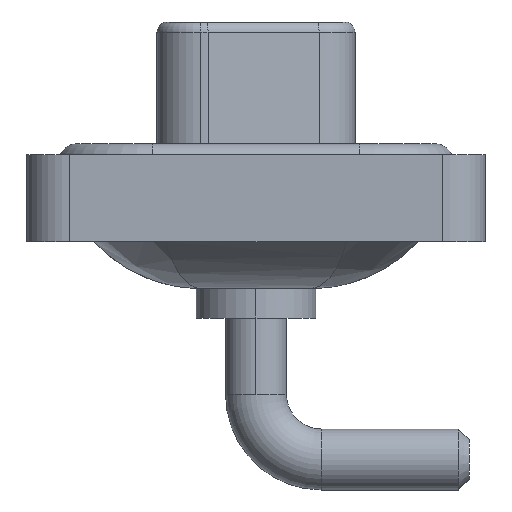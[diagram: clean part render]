
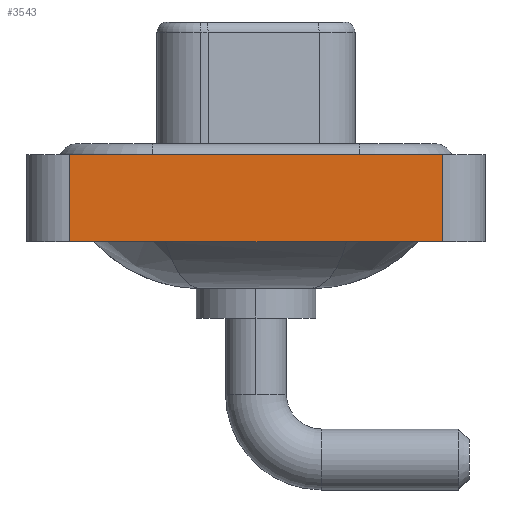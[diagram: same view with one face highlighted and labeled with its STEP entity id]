
A CAD part, left-side view. The second image highlights one B-rep face of the part: STEP entity #3543.
In plain terms, the highlighted planar face has unit normal (-1, 0, 0).
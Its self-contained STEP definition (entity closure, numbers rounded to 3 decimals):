
#613 = EDGE_CURVE ( 'NONE', #10076, #8810, #5836, .T. ) ;
#979 = VERTEX_POINT ( 'NONE', #12400 ) ;
#1275 = DIRECTION ( 'NONE',  ( 0., 0., 1. ) ) ;
#2052 = VECTOR ( 'NONE', #2445, 1000. ) ;
#2344 = LINE ( 'NONE', #12865, #6343 ) ;
#2445 = DIRECTION ( 'NONE',  ( 0., -1., 0. ) ) ;
#3543 = ADVANCED_FACE ( 'NONE', ( #7034 ), #12840, .T. ) ;
#4295 = ORIENTED_EDGE ( 'NONE', *, *, #613, .F. ) ;
#5475 = EDGE_CURVE ( 'NONE', #11598, #979, #2344, .T. ) ;
#5836 = LINE ( 'NONE', #9295, #11125 ) ;
#6111 = CARTESIAN_POINT ( 'NONE',  ( -7.25, -8.55, -3.6 ) ) ;
#6343 = VECTOR ( 'NONE', #1275, 1000. ) ;
#6554 = LINE ( 'NONE', #10142, #10817 ) ;
#6570 = ORIENTED_EDGE ( 'NONE', *, *, #5475, .T. ) ;
#6911 = DIRECTION ( 'NONE',  ( 0., 0., 1. ) ) ;
#7034 = FACE_OUTER_BOUND ( 'NONE', #14920, .T. ) ;
#7260 = DIRECTION ( 'NONE',  ( 0., 0., 1. ) ) ;
#8216 = EDGE_CURVE ( 'NONE', #8810, #979, #6554, .T. ) ;
#8404 = EDGE_CURVE ( 'NONE', #10076, #11598, #12890, .T. ) ;
#8810 = VERTEX_POINT ( 'NONE', #10488 ) ;
#9295 = CARTESIAN_POINT ( 'NONE',  ( -7.25, 8.55, -3.6 ) ) ;
#10076 = VERTEX_POINT ( 'NONE', #12516 ) ;
#10142 = CARTESIAN_POINT ( 'NONE',  ( -7.25, -8.55, 0.4 ) ) ;
#10439 = CARTESIAN_POINT ( 'NONE',  ( -7.25, -8.55, -3.6 ) ) ;
#10488 = CARTESIAN_POINT ( 'NONE',  ( -7.25, 8.55, 0.4 ) ) ;
#10762 = DIRECTION ( 'NONE',  ( -1., 0., 0. ) ) ;
#10817 = VECTOR ( 'NONE', #13648, 1000. ) ;
#11125 = VECTOR ( 'NONE', #6911, 1000. ) ;
#11598 = VERTEX_POINT ( 'NONE', #14426 ) ;
#11643 = ORIENTED_EDGE ( 'NONE', *, *, #8404, .T. ) ;
#12400 = CARTESIAN_POINT ( 'NONE',  ( -7.25, -8.55, 0.4 ) ) ;
#12516 = CARTESIAN_POINT ( 'NONE',  ( -7.25, 8.55, -3.6 ) ) ;
#12738 = ORIENTED_EDGE ( 'NONE', *, *, #8216, .F. ) ;
#12840 = PLANE ( 'NONE',  #13414 ) ;
#12865 = CARTESIAN_POINT ( 'NONE',  ( -7.25, -8.55, -3.6 ) ) ;
#12890 = LINE ( 'NONE', #10439, #2052 ) ;
#13414 = AXIS2_PLACEMENT_3D ( 'NONE', #6111, #10762, #7260 ) ;
#13648 = DIRECTION ( 'NONE',  ( 0., -1., 0. ) ) ;
#14426 = CARTESIAN_POINT ( 'NONE',  ( -7.25, -8.55, -3.6 ) ) ;
#14920 = EDGE_LOOP ( 'NONE', ( #6570, #12738, #4295, #11643 ) ) ;
